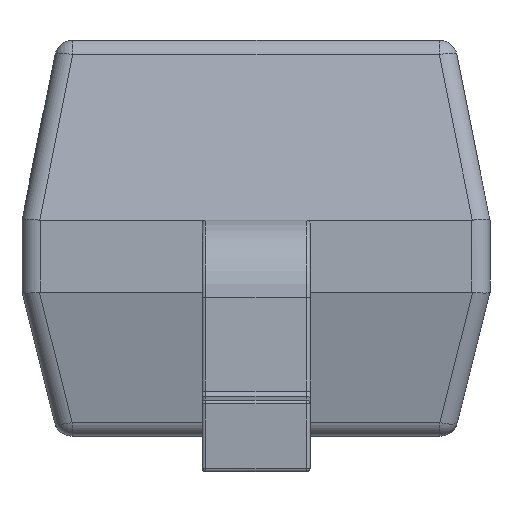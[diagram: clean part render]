
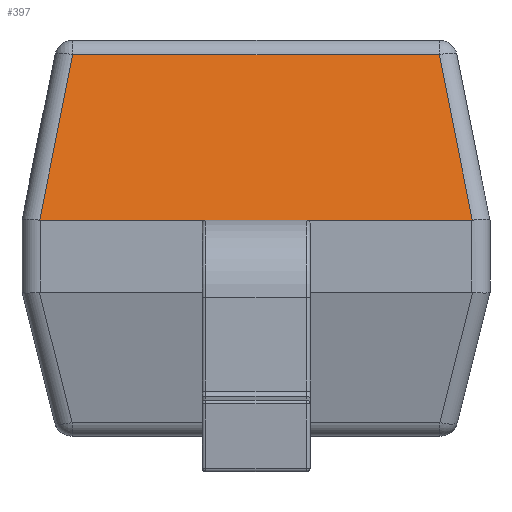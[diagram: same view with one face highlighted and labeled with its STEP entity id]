
A CAD part, left-side view. The second image highlights one B-rep face of the part: STEP entity #397.
In plain terms, the highlighted planar face has unit normal (-0.981, 0, 0.196).
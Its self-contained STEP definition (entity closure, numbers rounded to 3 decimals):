
#397 = ADVANCED_FACE ( 'NONE', ( #4226 ), #2055, .T. ) ;
#537 = ORIENTED_EDGE ( 'NONE', *, *, #6489, .T. ) ;
#759 = DIRECTION ( 'NONE',  ( 0., 1., 0. ) ) ;
#762 = CARTESIAN_POINT ( 'NONE',  ( -0.85, 0.6, 0.7 ) ) ;
#1151 = CARTESIAN_POINT ( 'NONE',  ( -0.85, 0.65, 0.7 ) ) ;
#1547 = CARTESIAN_POINT ( 'NONE',  ( -0.85, 0.601, 0.7 ) ) ;
#1959 = VECTOR ( 'NONE', #4657, 1000. ) ;
#2055 = PLANE ( 'NONE',  #6058 ) ;
#2059 = CARTESIAN_POINT ( 'NONE',  ( -0.85, 0.601, 0.7 ) ) ;
#2117 = CARTESIAN_POINT ( 'NONE',  ( -0.85, -0.6, 0.7 ) ) ;
#2250 = CARTESIAN_POINT ( 'NONE',  ( -0.731, -0.482, 1.293 ) ) ;
#2435 = CARTESIAN_POINT ( 'NONE',  ( -0.758, 0.509, 1.16 ) ) ;
#2829 = ORIENTED_EDGE ( 'NONE', *, *, #3675, .T. ) ;
#3122 = DIRECTION ( 'NONE',  ( -0.981, 0., 0.196 ) ) ;
#3675 = EDGE_CURVE ( 'NONE', #13639, #15494, #4351, .T. ) ;
#4089 = LINE ( 'NONE', #16660, #15232 ) ;
#4226 = FACE_OUTER_BOUND ( 'NONE', #6268, .T. ) ;
#4351 =( BOUNDED_CURVE ( )  B_SPLINE_CURVE ( 3, ( #2059, #16438, #762, #5998 ),
 .UNSPECIFIED., .F., .T. ) 
 B_SPLINE_CURVE_WITH_KNOTS ( ( 4, 4 ),
 ( 6.264, 6.283 ),
 .UNSPECIFIED. ) 
 CURVE ( )  GEOMETRIC_REPRESENTATION_ITEM ( )  RATIONAL_B_SPLINE_CURVE ( ( 1., 1., 1., 1. ) ) 
 REPRESENTATION_ITEM ( '' )  );
#4657 = DIRECTION ( 'NONE',  ( 0.192, 0.192, 0.962 ) ) ;
#5310 = EDGE_CURVE ( 'NONE', #9589, #15494, #7868, .T. ) ;
#5998 = CARTESIAN_POINT ( 'NONE',  ( -0.85, 0.6, 0.7 ) ) ;
#6020 = CARTESIAN_POINT ( 'NONE',  ( -0.85, -0.6, 0.7 ) ) ;
#6058 = AXIS2_PLACEMENT_3D ( 'NONE', #14003, #3122, #759 ) ;
#6268 = EDGE_LOOP ( 'NONE', ( #15431, #2829, #17140, #537, #8088, #16744 ) ) ;
#6484 = EDGE_CURVE ( 'NONE', #16457, #13446, #8789, .T. ) ;
#6489 = EDGE_CURVE ( 'NONE', #9589, #16457, #15005, .T. ) ;
#7249 = CARTESIAN_POINT ( 'NONE',  ( -0.758, -0.509, 1.16 ) ) ;
#7288 = EDGE_CURVE ( 'NONE', #13446, #14872, #4089, .T. ) ;
#7498 = CARTESIAN_POINT ( 'NONE',  ( -0.85, -0.601, 0.7 ) ) ;
#7868 = LINE ( 'NONE', #1151, #15110 ) ;
#8088 = ORIENTED_EDGE ( 'NONE', *, *, #6484, .T. ) ;
#8789 = LINE ( 'NONE', #2250, #1959 ) ;
#9152 = EDGE_CURVE ( 'NONE', #14872, #13639, #16515, .T. ) ;
#9589 = VERTEX_POINT ( 'NONE', #2117 ) ;
#10042 = CARTESIAN_POINT ( 'NONE',  ( -0.85, 0.6, 0.7 ) ) ;
#10487 = DIRECTION ( 'NONE',  ( 0., 1., 0. ) ) ;
#11270 = DIRECTION ( 'NONE',  ( 0., 1., 0. ) ) ;
#11327 = CARTESIAN_POINT ( 'NONE',  ( -0.85, -0.601, 0.7 ) ) ;
#13030 = DIRECTION ( 'NONE',  ( -0.192, 0.192, -0.962 ) ) ;
#13365 = VECTOR ( 'NONE', #13030, 1000. ) ;
#13446 = VERTEX_POINT ( 'NONE', #7249 ) ;
#13639 = VERTEX_POINT ( 'NONE', #1547 ) ;
#13808 = CARTESIAN_POINT ( 'NONE',  ( -0.85, -0.601, 0.7 ) ) ;
#14003 = CARTESIAN_POINT ( 'NONE',  ( -0.75, 0., 1.2 ) ) ;
#14250 = CARTESIAN_POINT ( 'NONE',  ( -0.731, 0.482, 1.293 ) ) ;
#14872 = VERTEX_POINT ( 'NONE', #2435 ) ;
#15005 =( BOUNDED_CURVE ( )  B_SPLINE_CURVE ( 3, ( #15241, #6020, #7498, #11327 ),
 .UNSPECIFIED., .F., .T. ) 
 B_SPLINE_CURVE_WITH_KNOTS ( ( 4, 4 ),
 ( 0., 0.019 ),
 .UNSPECIFIED. ) 
 CURVE ( )  GEOMETRIC_REPRESENTATION_ITEM ( )  RATIONAL_B_SPLINE_CURVE ( ( 1., 1., 1., 1. ) ) 
 REPRESENTATION_ITEM ( '' )  );
#15110 = VECTOR ( 'NONE', #10487, 1000. ) ;
#15232 = VECTOR ( 'NONE', #11270, 1000. ) ;
#15241 = CARTESIAN_POINT ( 'NONE',  ( -0.85, -0.6, 0.7 ) ) ;
#15431 = ORIENTED_EDGE ( 'NONE', *, *, #9152, .T. ) ;
#15494 = VERTEX_POINT ( 'NONE', #10042 ) ;
#16438 = CARTESIAN_POINT ( 'NONE',  ( -0.85, 0.601, 0.7 ) ) ;
#16457 = VERTEX_POINT ( 'NONE', #13808 ) ;
#16515 = LINE ( 'NONE', #14250, #13365 ) ;
#16660 = CARTESIAN_POINT ( 'NONE',  ( -0.758, 0., 1.16 ) ) ;
#16744 = ORIENTED_EDGE ( 'NONE', *, *, #7288, .T. ) ;
#17140 = ORIENTED_EDGE ( 'NONE', *, *, #5310, .F. ) ;
